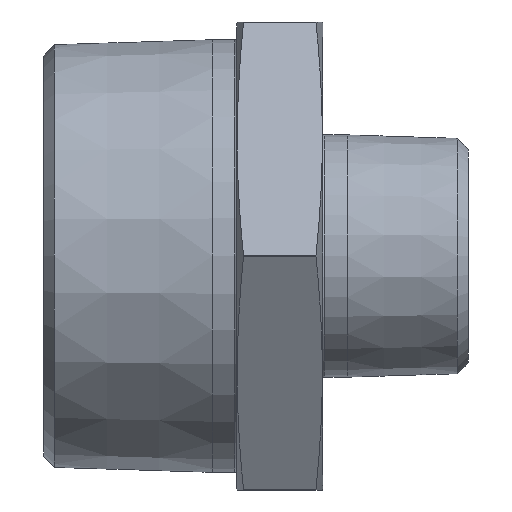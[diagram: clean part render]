
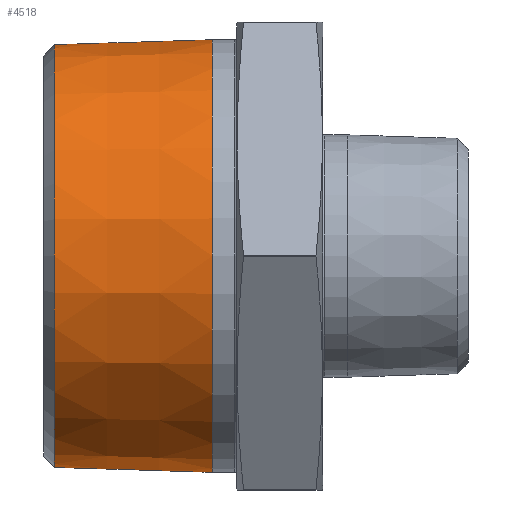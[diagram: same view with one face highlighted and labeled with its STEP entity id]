
A CAD part, front view. The second image highlights one B-rep face of the part: STEP entity #4518.
In plain terms, the highlighted conical face has half-angle 1.79 degrees and reference radius 29.807 mm.
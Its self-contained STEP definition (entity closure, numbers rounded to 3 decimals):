
#478 = DIRECTION ( 'NONE',  ( 0., 0., -1. ) ) ;
#1876 = CARTESIAN_POINT ( 'NONE',  ( 15.9, 0., 0. ) ) ;
#1984 = AXIS2_PLACEMENT_3D ( 'NONE', #9484, #6534, #18044 ) ;
#2182 = DIRECTION ( 'NONE',  ( 0., 0., 1. ) ) ;
#2847 = EDGE_LOOP ( 'NONE', ( #12323 ) ) ;
#4518 = ADVANCED_FACE ( 'NONE', ( #4677, #14640 ), #10018, .T. ) ;
#4677 = FACE_BOUND ( 'NONE', #2847, .T. ) ;
#4705 = CIRCLE ( 'NONE', #11830, 29.356 ) ;
#5061 = EDGE_LOOP ( 'NONE', ( #16759 ) ) ;
#5787 = CARTESIAN_POINT ( 'NONE',  ( 23.4, 0., 30.041 ) ) ;
#5876 = CIRCLE ( 'NONE', #1984, 30.041 ) ;
#6391 = DIRECTION ( 'NONE',  ( 1., 0., 0. ) ) ;
#6534 = DIRECTION ( 'NONE',  ( -1., 0., 0. ) ) ;
#6803 = EDGE_CURVE ( 'NONE', #16837, #16837, #5876, .T. ) ;
#9484 = CARTESIAN_POINT ( 'NONE',  ( 23.4, 0., 0. ) ) ;
#9863 = EDGE_CURVE ( 'NONE', #15563, #15563, #4705, .T. ) ;
#10018 = CONICAL_SURFACE ( 'NONE', #16251, 29.807, 0.031 ) ;
#11830 = AXIS2_PLACEMENT_3D ( 'NONE', #14958, #6391, #2182 ) ;
#11841 = DIRECTION ( 'NONE',  ( 1., 0., 0. ) ) ;
#12323 = ORIENTED_EDGE ( 'NONE', *, *, #9863, .T. ) ;
#12566 = CARTESIAN_POINT ( 'NONE',  ( 1.478, 0., 29.356 ) ) ;
#14640 = FACE_OUTER_BOUND ( 'NONE', #5061, .T. ) ;
#14958 = CARTESIAN_POINT ( 'NONE',  ( 1.478, 0., 0. ) ) ;
#15563 = VERTEX_POINT ( 'NONE', #12566 ) ;
#16251 = AXIS2_PLACEMENT_3D ( 'NONE', #1876, #11841, #478 ) ;
#16759 = ORIENTED_EDGE ( 'NONE', *, *, #6803, .T. ) ;
#16837 = VERTEX_POINT ( 'NONE', #5787 ) ;
#18044 = DIRECTION ( 'NONE',  ( 0., 0., 1. ) ) ;
